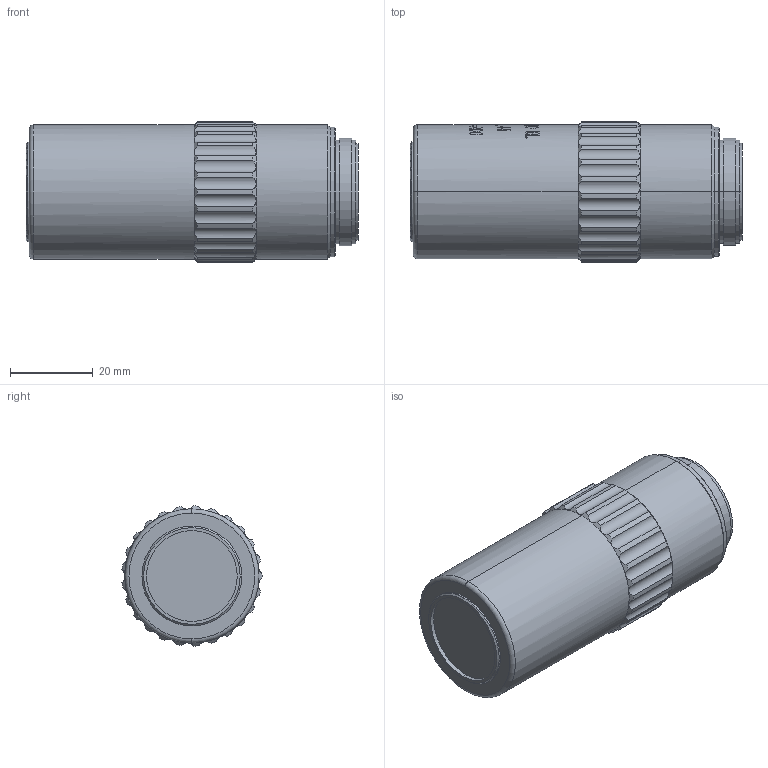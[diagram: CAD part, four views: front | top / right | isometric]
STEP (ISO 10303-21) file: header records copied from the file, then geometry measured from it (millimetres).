
FILE_DESCRIPTION (( 'STEP AP214' ), '1' );
FILE_NAME ('690019.STEP', '2022-04-02T01:19:12', ( '' ), ( '' ), 'SwSTEP 2.0', 'SolidWorks 2020', '' );
FILE_SCHEMA (( 'AUTOMOTIVE_DESIGN' ));
Length unit declared in the file: millimetre
Products named in the file (1): 690019
Bounding box: 80.45 x 33.93 x 33.99 mm (x, y, z)
Volume: 64721.8 mm3; surface area: 10160.2 mm2
Topology: 1 solids, 1 shells, 645 faces, 1729 edges, 1132 vertices
Faces by surface type: bspline 421, cylinder 115, cone 58, plane 49, torus 2
Entity records: 54441 total; most frequent: CARTESIAN_POINT 42194, ORIENTED_EDGE 3458, EDGE_CURVE 1729, B_SPLINE_CURVE_WITH_KNOTS 1409, VERTEX_POINT 1132, DIRECTION 944, EDGE_LOOP 691, FACE_OUTER_BOUND 645
